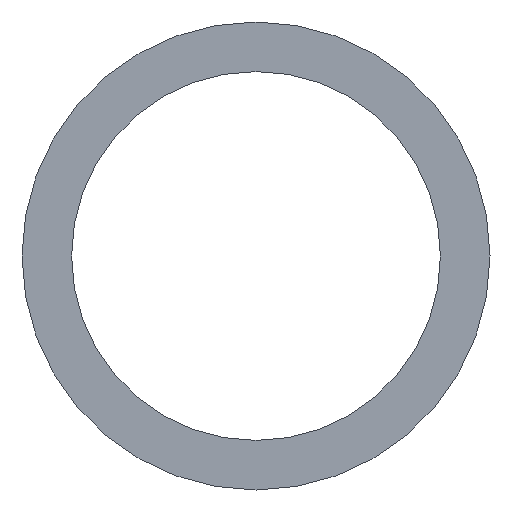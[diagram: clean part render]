
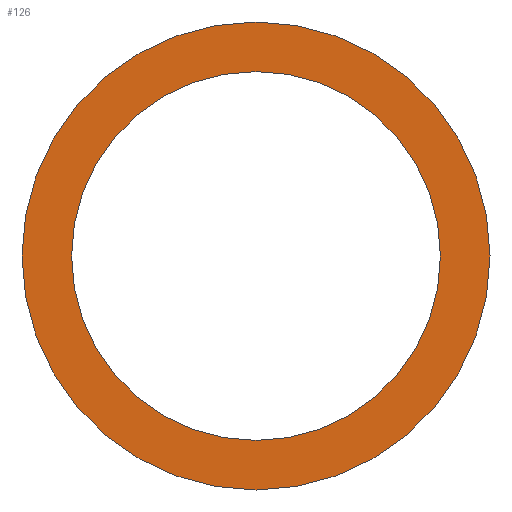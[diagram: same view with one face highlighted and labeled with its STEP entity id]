
A CAD part, left-side view. The second image highlights one B-rep face of the part: STEP entity #126.
In plain terms, the highlighted planar face has unit normal (-1, 0, 0).
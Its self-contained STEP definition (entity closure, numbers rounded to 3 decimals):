
#96 = VERTEX_POINT( '', #212 );
#104 = EDGE_CURVE( '', #150, #122, #220, .T. );
#120 = VERTEX_POINT( '', #237 );
#122 = VERTEX_POINT( '', #239 );
#126 = ADVANCED_FACE( '', ( #245, #246 ), #247, .T. );
#132 = EDGE_CURVE( '', #122, #150, #254, .T. );
#146 = EDGE_CURVE( '', #120, #96, #271, .T. );
#150 = VERTEX_POINT( '', #275 );
#160 = EDGE_CURVE( '', #96, #120, #285, .T. );
#212 = CARTESIAN_POINT( '', ( -113., 134., 0. ) );
#220 = CIRCLE( '', #350, 105.6 );
#237 = CARTESIAN_POINT( '', ( -113., -134., 0. ) );
#239 = CARTESIAN_POINT( '', ( -113., 105.6, 0. ) );
#245 = FACE_BOUND( '', #377, .T. );
#246 = FACE_OUTER_BOUND( '', #378, .T. );
#247 = PLANE( '', #379 );
#254 = CIRCLE( '', #388, 105.6 );
#271 = CIRCLE( '', #410, 134. );
#275 = CARTESIAN_POINT( '', ( -113., -105.6, 0. ) );
#285 = CIRCLE( '', #430, 134. );
#350 = AXIS2_PLACEMENT_3D( '', #485, #486, #487 );
#377 = EDGE_LOOP( '', ( #510, #511 ) );
#378 = EDGE_LOOP( '', ( #512, #513 ) );
#379 = AXIS2_PLACEMENT_3D( '', #514, #515, #516 );
#388 = AXIS2_PLACEMENT_3D( '', #528, #529, #530 );
#410 = AXIS2_PLACEMENT_3D( '', #559, #560, #561 );
#430 = AXIS2_PLACEMENT_3D( '', #567, #568, #569 );
#485 = CARTESIAN_POINT( '', ( -113., 0., 0. ) );
#486 = DIRECTION( '', ( -1., 0., 0. ) );
#487 = DIRECTION( '', ( 0., 1., 0. ) );
#510 = ORIENTED_EDGE( '', *, *, #132, .F. );
#511 = ORIENTED_EDGE( '', *, *, #104, .F. );
#512 = ORIENTED_EDGE( '', *, *, #160, .T. );
#513 = ORIENTED_EDGE( '', *, *, #146, .T. );
#514 = CARTESIAN_POINT( '', ( -113., 119.8, 0. ) );
#515 = DIRECTION( '', ( -1., 0., 0. ) );
#516 = DIRECTION( '', ( 0., 1., 0. ) );
#528 = CARTESIAN_POINT( '', ( -113., 0., 0. ) );
#529 = DIRECTION( '', ( -1., 0., 0. ) );
#530 = DIRECTION( '', ( 0., 1., 0. ) );
#559 = CARTESIAN_POINT( '', ( -113., 0., 0. ) );
#560 = DIRECTION( '', ( -1., 0., 0. ) );
#561 = DIRECTION( '', ( 0., 1., 0. ) );
#567 = CARTESIAN_POINT( '', ( -113., 0., 0. ) );
#568 = DIRECTION( '', ( -1., 0., 0. ) );
#569 = DIRECTION( '', ( 0., 1., 0. ) );
